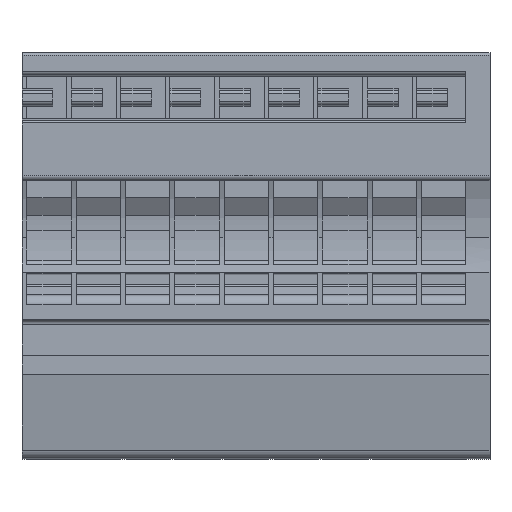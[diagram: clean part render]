
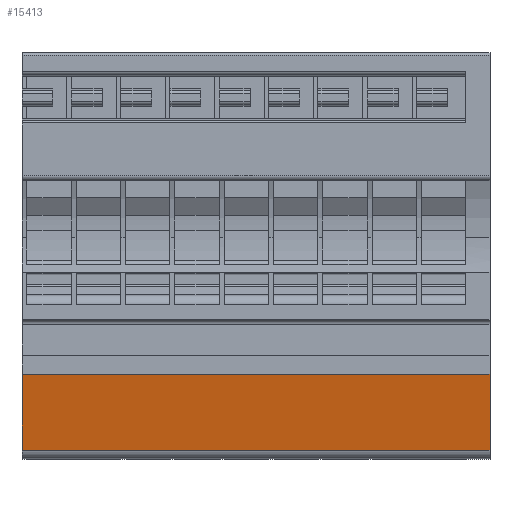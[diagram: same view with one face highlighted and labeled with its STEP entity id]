
A CAD part, front view. The second image highlights one B-rep face of the part: STEP entity #15413.
In plain terms, the highlighted planar face has unit normal (0, -0.985, -0.174).
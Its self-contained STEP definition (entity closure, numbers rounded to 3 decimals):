
#15400=AXIS2_PLACEMENT_3D('Plane Axis2P3D',#15397,#15398,#15399) ;
#3017=CARTESIAN_POINT('Vertex',(0.,3.083,0.909)) ;
#3020=CARTESIAN_POINT('Line Origine',(0.,2.391,4.83)) ;
#3024=CARTESIAN_POINT('Vertex',(0.,1.7,8.751)) ;
#3381=CARTESIAN_POINT('Vertex',(48.4,1.7,8.751)) ;
#3384=CARTESIAN_POINT('Line Origine',(48.4,2.391,4.83)) ;
#3388=CARTESIAN_POINT('Vertex',(48.4,3.083,0.909)) ;
#3587=CARTESIAN_POINT('Line Origine',(48.4,3.083,0.909)) ;
#15397=CARTESIAN_POINT('Axis2P3D Location',(48.4,1.7,8.751)) ;
#15402=CARTESIAN_POINT('Line Origine',(24.2,1.7,8.751)) ;
#3021=DIRECTION('Vector Direction',(0.,0.174,-0.985)) ;
#3385=DIRECTION('Vector Direction',(0.,0.174,-0.985)) ;
#3588=DIRECTION('Vector Direction',(1.,0.,0.)) ;
#15398=DIRECTION('Axis2P3D Direction',(-0.,0.985,0.174)) ;
#15399=DIRECTION('Axis2P3D XDirection',(0.,-0.174,0.985)) ;
#15403=DIRECTION('Vector Direction',(-1.,0.,0.)) ;
#3022=VECTOR('Line Direction',#3021,1.) ;
#3386=VECTOR('Line Direction',#3385,1.) ;
#3589=VECTOR('Line Direction',#3588,1.) ;
#15404=VECTOR('Line Direction',#15403,1.) ;
#15408=ORIENTED_EDGE('',*,*,#3026,.T.) ;
#15409=ORIENTED_EDGE('',*,*,#3591,.F.) ;
#15410=ORIENTED_EDGE('',*,*,#3390,.F.) ;
#15411=ORIENTED_EDGE('',*,*,#15406,.T.) ;
#15413=ADVANCED_FACE('V1',(#15412),#15401,.F.) ;
#3026=EDGE_CURVE('',#3025,#3018,#3023,.T.) ;
#3390=EDGE_CURVE('',#3382,#3389,#3387,.T.) ;
#3591=EDGE_CURVE('',#3389,#3018,#3590,.F.) ;
#15406=EDGE_CURVE('',#3382,#3025,#15405,.T.) ;
#15407=EDGE_LOOP('',(#15408,#15409,#15410,#15411)) ;
#15412=FACE_OUTER_BOUND('',#15407,.T.) ;
#3023=LINE('Line',#3020,#3022) ;
#3387=LINE('Line',#3384,#3386) ;
#3590=LINE('Line',#3587,#3589) ;
#15405=LINE('Line',#15402,#15404) ;
#15401=PLANE('',#15400) ;
#3018=VERTEX_POINT('',#3017) ;
#3025=VERTEX_POINT('',#3024) ;
#3382=VERTEX_POINT('',#3381) ;
#3389=VERTEX_POINT('',#3388) ;
